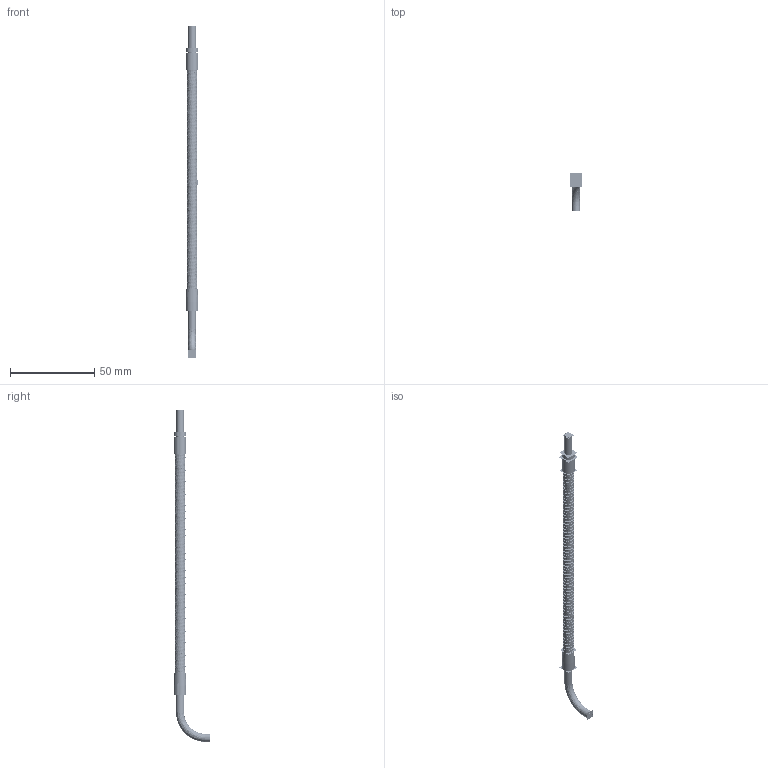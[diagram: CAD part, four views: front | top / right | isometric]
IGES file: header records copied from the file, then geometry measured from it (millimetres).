
Start section:  PTC IGES file: 161910.igs
Global section: file name: 161910.igs; native system: Creo Parametric by Parametric Technology Corporation; preprocessor: 2013230; author: pdmadmin; organization: Unknown; date: 20160209.162636; units: inch
Bounding box: 7.67 x 21.82 x 196.92 mm (x, y, z)
Volume: 2191.2 mm3; surface area: 53046.6 mm2
Topology: 5 solids, 5 shells, 530 faces, 2224 edges, 2590 vertices
Faces by surface type: bspline 458, revolution 72
